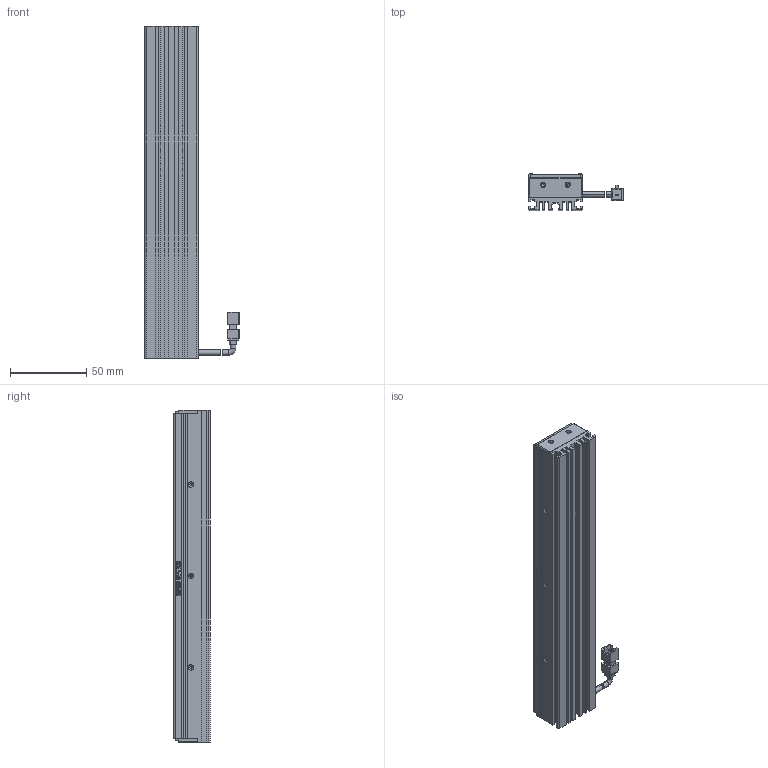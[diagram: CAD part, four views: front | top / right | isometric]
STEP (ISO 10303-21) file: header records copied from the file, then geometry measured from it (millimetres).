
FILE_DESCRIPTION (( 'STEP AP214' ), '1' );
FILE_NAME ('660113-G.STEP', '2019-03-19T03:20:08', ( '' ), ( '' ), 'SwSTEP 2.0', 'SolidWorks 2016', '' );
FILE_SCHEMA (( 'AUTOMOTIVE_DESIGN' ));
Length unit declared in the file: millimetre
Products named in the file (1): 660113-G
Bounding box: 62 x 24 x 218 mm (x, y, z)
Volume: 97259.1 mm3; surface area: 110838.1 mm2
Topology: 8 solids, 8 shells, 1974 faces, 5228 edges, 3285 vertices
Faces by surface type: cylinder 1095, plane 520, bspline 313, cone 46
Entity records: 83084 total; most frequent: CARTESIAN_POINT 14776, DIRECTION 10615, ORIENTED_EDGE 9396, EDGE_CURVE 4698, AXIS2_PLACEMENT_3D 4374, VERTEX_POINT 3285, CIRCLE 2712, EDGE_LOOP 2535
